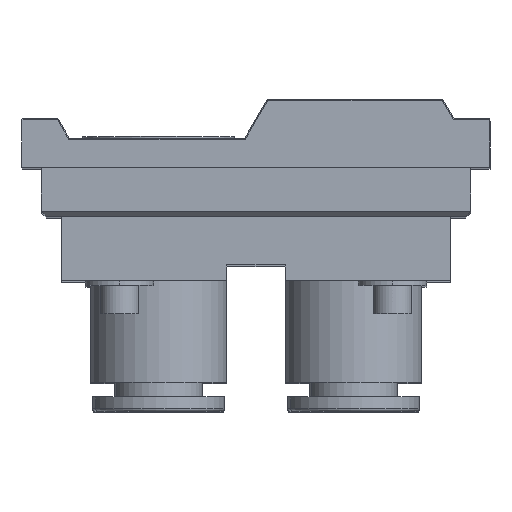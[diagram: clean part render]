
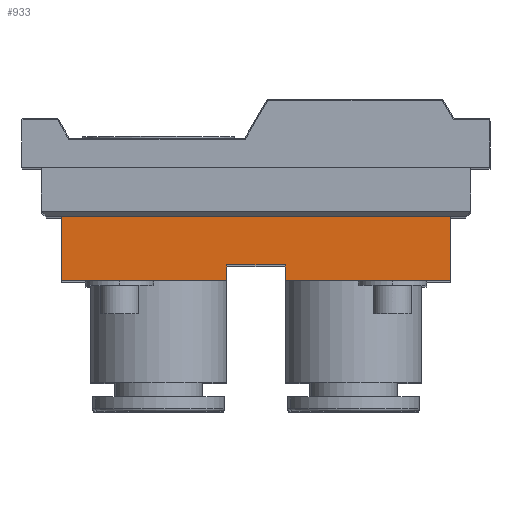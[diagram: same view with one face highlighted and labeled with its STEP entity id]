
A CAD part, top view. The second image highlights one B-rep face of the part: STEP entity #933.
In plain terms, the highlighted face is planar.
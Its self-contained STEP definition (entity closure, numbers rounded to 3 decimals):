
#884 = EDGE_CURVE ( 'NONE', #885, #1093, #3796, .T. ) ;
#885 = VERTEX_POINT ( 'NONE', #3766 ) ;
#916 = EDGE_CURVE ( 'NONE', #917, #958, #3346, .T. ) ;
#917 = VERTEX_POINT ( 'NONE', #3950 ) ;
#918 = ORIENTED_EDGE ( 'NONE', *, *, #916, .F. ) ;
#919 = EDGE_CURVE ( 'NONE', #952, #917, #3952, .T. ) ;
#921 = EDGE_CURVE ( 'NONE', #952, #951, #3949, .T. ) ;
#923 = ORIENTED_EDGE ( 'NONE', *, *, #884, .F. ) ;
#924 = EDGE_CURVE ( 'NONE', #951, #1093, #4025, .T. ) ;
#925 = ORIENTED_EDGE ( 'NONE', *, *, #924, .T. ) ;
#931 = ORIENTED_EDGE ( 'NONE', *, *, #966, .F. ) ;
#933 = ADVANCED_FACE ( 'NONE', ( #3953 ), #3853, .F. ) ;
#934 = ORIENTED_EDGE ( 'NONE', *, *, #935, .T. ) ;
#935 = EDGE_CURVE ( 'NONE', #961, #1226, #3943, .T. ) ;
#936 = ORIENTED_EDGE ( 'NONE', *, *, #919, .F. ) ;
#950 = EDGE_CURVE ( 'NONE', #1226, #958, #3857, .T. ) ;
#951 = VERTEX_POINT ( 'NONE', #3967 ) ;
#952 = VERTEX_POINT ( 'NONE', #4027 ) ;
#953 = ORIENTED_EDGE ( 'NONE', *, *, #950, .T. ) ;
#958 = VERTEX_POINT ( 'NONE', #3990 ) ;
#959 = ORIENTED_EDGE ( 'NONE', *, *, #921, .T. ) ;
#961 = VERTEX_POINT ( 'NONE', #3984 ) ;
#962 = EDGE_LOOP ( 'NONE', ( #931, #934, #953, #918, #936, #959, #925, #923 ) ) ;
#966 = EDGE_CURVE ( 'NONE', #961, #885, #3893, .T. ) ;
#1093 = VERTEX_POINT ( 'NONE', #4179 ) ;
#1226 = VERTEX_POINT ( 'NONE', #4469 ) ;
#3346 = LINE ( 'NONE', #3493, #3484 ) ;
#3483 = DIRECTION ( 'NONE',  ( 0., 0., -1. ) ) ;
#3484 = VECTOR ( 'NONE', #3483, 1000. ) ;
#3493 = CARTESIAN_POINT ( 'NONE',  ( 55.7, 16.6, 20. ) ) ;
#3762 = DIRECTION ( 'NONE',  ( 0., 0., -1. ) ) ;
#3763 = VECTOR ( 'NONE', #3762, 1000. ) ;
#3764 = CARTESIAN_POINT ( 'NONE',  ( 55.7, 16.6, 20. ) ) ;
#3766 = CARTESIAN_POINT ( 'NONE',  ( 55.7, 16.6, -3. ) ) ;
#3796 = LINE ( 'NONE', #3764, #3763 ) ;
#3852 = CARTESIAN_POINT ( 'NONE',  ( 55.7, 10., 20. ) ) ;
#3853 = PLANE ( 'NONE',  #4024 ) ;
#3854 = DIRECTION ( 'NONE',  ( 0., 1., 0. ) ) ;
#3855 = VECTOR ( 'NONE', #3854, 1000. ) ;
#3856 = CARTESIAN_POINT ( 'NONE',  ( 55.7, 15., 3. ) ) ;
#3857 = LINE ( 'NONE', #3856, #3855 ) ;
#3890 = DIRECTION ( 'NONE',  ( 0., 1., 0. ) ) ;
#3891 = VECTOR ( 'NONE', #3890, 1000. ) ;
#3892 = CARTESIAN_POINT ( 'NONE',  ( 55.7, 15., -3. ) ) ;
#3893 = LINE ( 'NONE', #3892, #3891 ) ;
#3940 = DIRECTION ( 'NONE',  ( 0., -1., 0. ) ) ;
#3941 = DIRECTION ( 'NONE',  ( -1., 0., 0. ) ) ;
#3942 = CARTESIAN_POINT ( 'NONE',  ( 55.7, 15., -3. ) ) ;
#3943 = LINE ( 'NONE', #3942, #4023 ) ;
#3944 = CARTESIAN_POINT ( 'NONE',  ( 55.7, 16.6, -20. ) ) ;
#3945 = DIRECTION ( 'NONE',  ( 0., 1., 0. ) ) ;
#3946 = VECTOR ( 'NONE', #3945, 1000. ) ;
#3947 = DIRECTION ( 'NONE',  ( 0., 1., 0. ) ) ;
#3948 = VECTOR ( 'NONE', #3947, 1000. ) ;
#3949 = LINE ( 'NONE', #3852, #3960 ) ;
#3950 = CARTESIAN_POINT ( 'NONE',  ( 55.7, 16.6, 20. ) ) ;
#3951 = CARTESIAN_POINT ( 'NONE',  ( 55.7, 16.6, 20. ) ) ;
#3952 = LINE ( 'NONE', #3951, #3946 ) ;
#3953 = FACE_OUTER_BOUND ( 'NONE', #962, .T. ) ;
#3959 = DIRECTION ( 'NONE',  ( 0., 0., -1. ) ) ;
#3960 = VECTOR ( 'NONE', #3959, 1000. ) ;
#3967 = CARTESIAN_POINT ( 'NONE',  ( 55.7, 10., -20. ) ) ;
#3984 = CARTESIAN_POINT ( 'NONE',  ( 55.7, 15., -3. ) ) ;
#3990 = CARTESIAN_POINT ( 'NONE',  ( 55.7, 16.6, 3. ) ) ;
#4014 = CARTESIAN_POINT ( 'NONE',  ( 55.7, 16.6, 20. ) ) ;
#4022 = DIRECTION ( 'NONE',  ( 0., 0., 1. ) ) ;
#4023 = VECTOR ( 'NONE', #4022, 1000. ) ;
#4024 = AXIS2_PLACEMENT_3D ( 'NONE', #4014, #3941, #3940 ) ;
#4025 = LINE ( 'NONE', #3944, #3948 ) ;
#4027 = CARTESIAN_POINT ( 'NONE',  ( 55.7, 10., 20. ) ) ;
#4179 = CARTESIAN_POINT ( 'NONE',  ( 55.7, 16.6, -20. ) ) ;
#4469 = CARTESIAN_POINT ( 'NONE',  ( 55.7, 15., 3. ) ) ;
